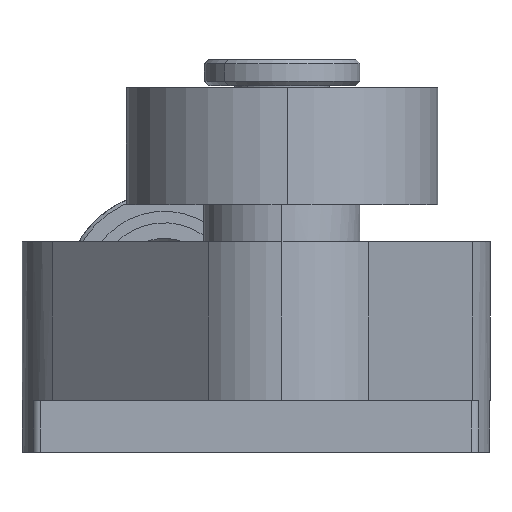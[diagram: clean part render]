
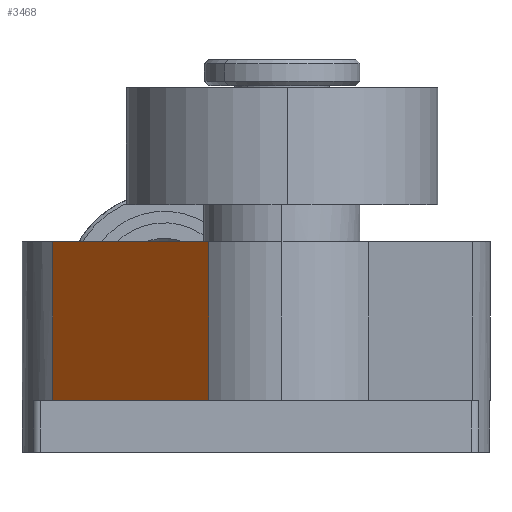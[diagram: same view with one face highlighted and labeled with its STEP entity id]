
A CAD part, left-side view. The second image highlights one B-rep face of the part: STEP entity #3468.
In plain terms, the highlighted planar face has unit normal (-0.71, 0.705, 0).
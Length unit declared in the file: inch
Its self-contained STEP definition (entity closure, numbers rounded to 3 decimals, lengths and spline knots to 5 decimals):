
#273 = CARTESIAN_POINT ( 'NONE',  ( -1.55237, 0.17618, 0.471 ) ) ;
#280 = DIRECTION ( 'NONE',  ( 0.709, -0.705, 0. ) ) ;
#1070 = LINE ( 'NONE', #5003, #12450 ) ;
#2218 = EDGE_CURVE ( 'NONE', #10206, #10280, #3267, .T. ) ;
#2246 = PLANE ( 'NONE',  #10141 ) ;
#2317 = CARTESIAN_POINT ( 'NONE',  ( -1.17987, 0.55118, 0.38189 ) ) ;
#3267 = LINE ( 'NONE', #2317, #5964 ) ;
#3270 = DIRECTION ( 'NONE',  ( 0., 0., -1. ) ) ;
#3468 = ADVANCED_FACE ( 'NONE', ( #9996 ), #2246, .F. ) ;
#3814 = CARTESIAN_POINT ( 'NONE',  ( -1.17987, 0.55118, 0. ) ) ;
#4418 = EDGE_LOOP ( 'NONE', ( #5358, #5377, #5431, #10914 ) ) ;
#5003 = CARTESIAN_POINT ( 'NONE',  ( -0.86947, 0.86367, 0. ) ) ;
#5358 = ORIENTED_EDGE ( 'NONE', *, *, #2218, .T. ) ;
#5377 = ORIENTED_EDGE ( 'NONE', *, *, #7974, .T. ) ;
#5431 = ORIENTED_EDGE ( 'NONE', *, *, #8927, .T. ) ;
#5964 = VECTOR ( 'NONE', #7386, 39.37008 ) ;
#5988 = VECTOR ( 'NONE', #12032, 39.37008 ) ;
#6152 = VERTEX_POINT ( 'NONE', #3814 ) ;
#7158 = LINE ( 'NONE', #10967, #11726 ) ;
#7386 = DIRECTION ( 'NONE',  ( 0.705, 0.709, 0. ) ) ;
#7502 = CARTESIAN_POINT ( 'NONE',  ( -1.17987, 0.55118, 0.38189 ) ) ;
#7974 = EDGE_CURVE ( 'NONE', #10280, #6152, #7158, .T. ) ;
#8927 = EDGE_CURVE ( 'NONE', #6152, #9352, #1070, .T. ) ;
#8971 = DIRECTION ( 'NONE',  ( 0.705, 0.709, 0. ) ) ;
#9104 = CARTESIAN_POINT ( 'NONE',  ( -0.86947, 0.86367, 0.471 ) ) ;
#9352 = VERTEX_POINT ( 'NONE', #10642 ) ;
#9996 = FACE_OUTER_BOUND ( 'NONE', #4418, .T. ) ;
#10141 = AXIS2_PLACEMENT_3D ( 'NONE', #9104, #280, #8971 ) ;
#10206 = VERTEX_POINT ( 'NONE', #12157 ) ;
#10280 = VERTEX_POINT ( 'NONE', #7502 ) ;
#10601 = EDGE_CURVE ( 'NONE', #10206, #9352, #11137, .T. ) ;
#10642 = CARTESIAN_POINT ( 'NONE',  ( -1.55237, 0.17618, 0. ) ) ;
#10914 = ORIENTED_EDGE ( 'NONE', *, *, #10601, .F. ) ;
#10967 = CARTESIAN_POINT ( 'NONE',  ( -1.17987, 0.55118, 0.471 ) ) ;
#11137 = LINE ( 'NONE', #273, #5988 ) ;
#11670 = DIRECTION ( 'NONE',  ( -0.705, -0.709, 0. ) ) ;
#11726 = VECTOR ( 'NONE', #3270, 39.37008 ) ;
#12032 = DIRECTION ( 'NONE',  ( 0., 0., -1. ) ) ;
#12157 = CARTESIAN_POINT ( 'NONE',  ( -1.55237, 0.17618, 0.38189 ) ) ;
#12450 = VECTOR ( 'NONE', #11670, 39.37008 ) ;
